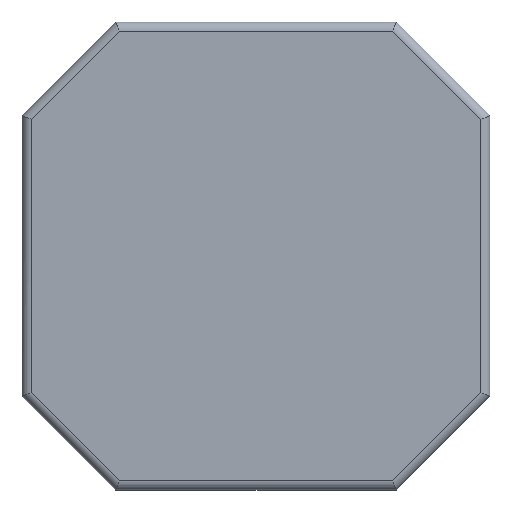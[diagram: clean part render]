
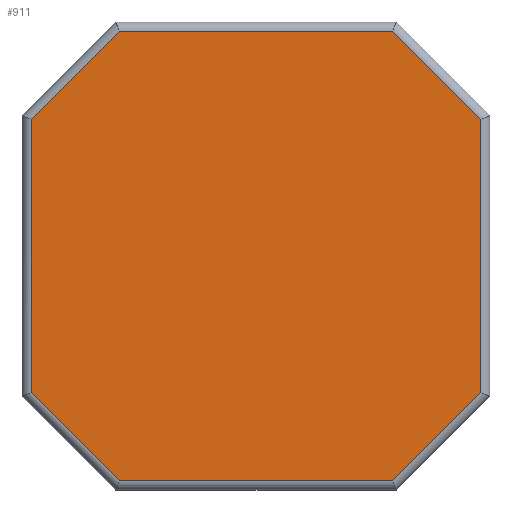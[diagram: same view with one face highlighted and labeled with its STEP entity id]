
A CAD part, front view. The second image highlights one B-rep face of the part: STEP entity #911.
In plain terms, the highlighted planar face has unit normal (0, -1, 0).
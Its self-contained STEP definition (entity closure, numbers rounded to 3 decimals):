
#68=PLANE('',#996);
#106=FACE_OUTER_BOUND('',#165,.T.);
#165=EDGE_LOOP('',(#667,#668,#669,#670,#671,#672,#673,#674));
#240=LINE('',#1343,#325);
#242=LINE('',#1351,#327);
#244=LINE('',#1358,#329);
#246=LINE('',#1366,#331);
#249=LINE('',#1374,#334);
#251=LINE('',#1380,#336);
#252=LINE('',#1383,#337);
#255=LINE('',#1387,#340);
#325=VECTOR('',#1072,10.);
#327=VECTOR('',#1080,10.);
#329=VECTOR('',#1086,10.);
#331=VECTOR('',#1094,10.);
#334=VECTOR('',#1101,10.);
#336=VECTOR('',#1107,10.);
#337=VECTOR('',#1112,10.);
#340=VECTOR('',#1117,10.);
#410=VERTEX_POINT('',#1341);
#411=VERTEX_POINT('',#1342);
#414=VERTEX_POINT('',#1350);
#416=VERTEX_POINT('',#1356);
#417=VERTEX_POINT('',#1357);
#420=VERTEX_POINT('',#1365);
#423=VERTEX_POINT('',#1373);
#425=VERTEX_POINT('',#1379);
#492=EDGE_CURVE('',#410,#411,#240,.T.);
#496=EDGE_CURVE('',#411,#414,#242,.T.);
#499=EDGE_CURVE('',#416,#417,#244,.T.);
#503=EDGE_CURVE('',#417,#420,#246,.T.);
#507=EDGE_CURVE('',#420,#423,#249,.T.);
#510=EDGE_CURVE('',#423,#425,#251,.T.);
#512=EDGE_CURVE('',#414,#416,#252,.T.);
#515=EDGE_CURVE('',#425,#410,#255,.T.);
#667=ORIENTED_EDGE('',*,*,#499,.F.);
#668=ORIENTED_EDGE('',*,*,#512,.F.);
#669=ORIENTED_EDGE('',*,*,#496,.F.);
#670=ORIENTED_EDGE('',*,*,#492,.F.);
#671=ORIENTED_EDGE('',*,*,#515,.F.);
#672=ORIENTED_EDGE('',*,*,#510,.F.);
#673=ORIENTED_EDGE('',*,*,#507,.F.);
#674=ORIENTED_EDGE('',*,*,#503,.F.);
#911=ADVANCED_FACE('',(#106),#68,.F.);
#996=AXIS2_PLACEMENT_3D('',#1406,#1135,#1136);
#1072=DIRECTION('',(-1.,0.,0.));
#1080=DIRECTION('',(-0.707,0.,0.707));
#1086=DIRECTION('',(0.707,0.,0.707));
#1094=DIRECTION('',(1.,0.,0.));
#1101=DIRECTION('',(0.707,0.,-0.707));
#1107=DIRECTION('',(0.,0.,-1.));
#1112=DIRECTION('',(0.,0.,1.));
#1117=DIRECTION('',(-0.707,0.,-0.707));
#1135=DIRECTION('center_axis',(0.,1.,0.));
#1136=DIRECTION('ref_axis',(1.,0.,0.));
#1341=CARTESIAN_POINT('',(15.309,0.,-23.129));
#1342=CARTESIAN_POINT('',(-13.863,0.,-23.129));
#1343=CARTESIAN_POINT('',(8.223,0.,-23.129));
#1350=CARTESIAN_POINT('',(-23.277,0.,-13.715));
#1351=CARTESIAN_POINT('',(-16.07,0.,-20.922));
#1356=CARTESIAN_POINT('',(-23.277,0.,15.457));
#1357=CARTESIAN_POINT('',(-13.863,0.,24.871));
#1358=CARTESIAN_POINT('',(-21.07,0.,17.664));
#1365=CARTESIAN_POINT('',(15.309,0.,24.871));
#1366=CARTESIAN_POINT('',(-6.777,0.,24.871));
#1373=CARTESIAN_POINT('',(24.723,0.,15.457));
#1374=CARTESIAN_POINT('',(17.516,0.,22.664));
#1379=CARTESIAN_POINT('',(24.723,0.,-13.715));
#1380=CARTESIAN_POINT('',(24.723,0.,8.371));
#1383=CARTESIAN_POINT('',(-23.277,0.,-6.629));
#1387=CARTESIAN_POINT('',(22.516,0.,-15.922));
#1406=CARTESIAN_POINT('Origin',(0.723,0.,0.871));
